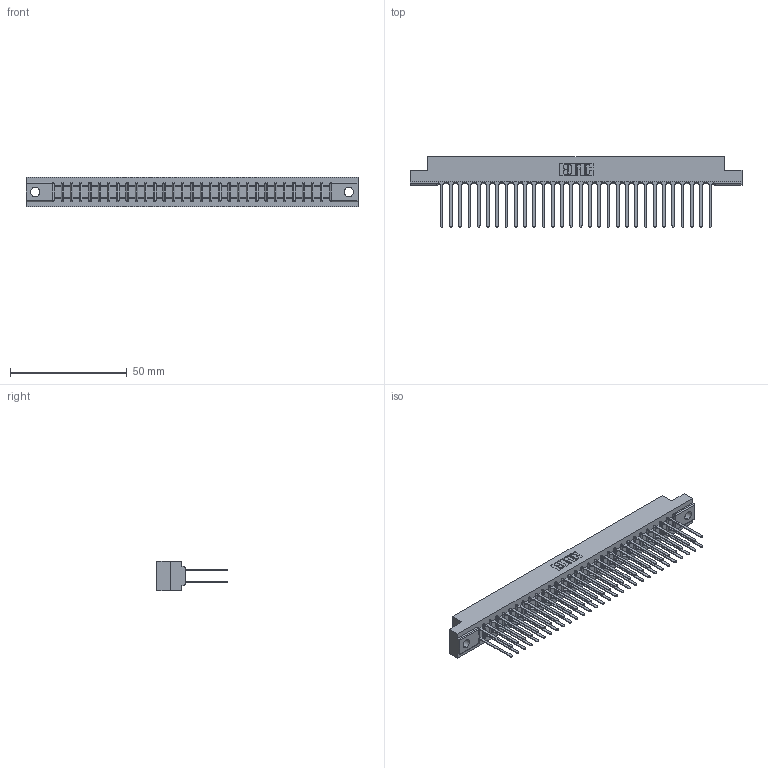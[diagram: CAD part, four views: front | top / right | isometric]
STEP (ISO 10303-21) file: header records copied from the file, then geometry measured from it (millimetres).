
FILE_DESCRIPTION (( 'STEP AP203' ), '1' );
FILE_NAME ('357-060-540-204.STEP', '2019-09-19T06:07:56', ( '' ), ( '' ), 'SwSTEP 2.0', 'SolidWorks 2016', '' );
FILE_SCHEMA (( 'CONFIG_CONTROL_DESIGN' ));
Length unit declared in the file: inch
Products named in the file (3): 307-290-001_540; 307 Part_.156 Dia Mounting Holes; 357-060-540-204
Assembly tree (61 placements, depth 2):
  357-060-540-204
    307 Part_.156 Dia Mounting Holes
    307-290-001_540  x60
Bounding box: 141.88 x 30 x 12.7 mm (x, y, z)
Volume: 15231.8 mm3; surface area: 20229.5 mm2
Topology: 61 solids, 61 shells, 2923 faces, 8159 edges, 5274 vertices
Faces by surface type: plane 1944, cylinder 917, sphere 62
Entity records: 28544 total; most frequent: CARTESIAN_POINT 4676, ORIENTED_EDGE 4630, DIRECTION 4577, EDGE_CURVE 2315, VECTOR 1779, LINE 1779, VERTEX_POINT 1498, AXIS2_PLACEMENT_3D 1399
